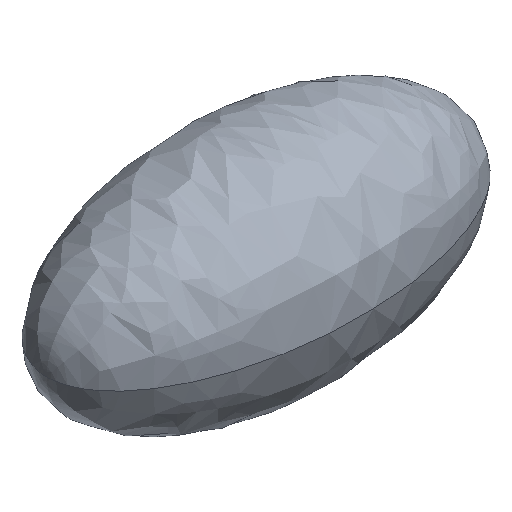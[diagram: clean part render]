
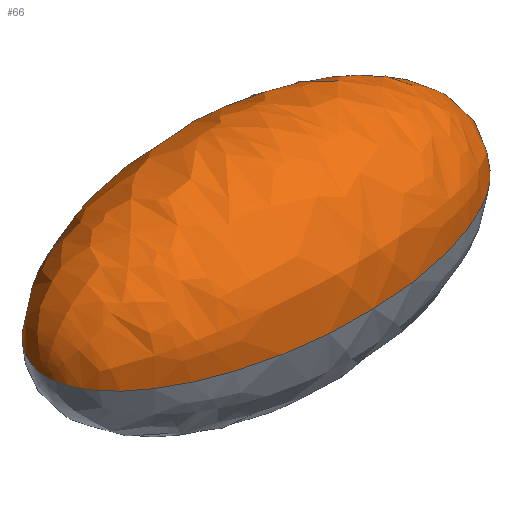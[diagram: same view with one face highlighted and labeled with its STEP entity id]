
A CAD part, isometric view. The second image highlights one B-rep face of the part: STEP entity #66.
In plain terms, the highlighted free-form (B-spline) face has degree [3, 3] with [4, 4] control points.
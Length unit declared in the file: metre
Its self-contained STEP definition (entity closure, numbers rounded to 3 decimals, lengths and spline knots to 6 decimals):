
#2 = CARTESIAN_POINT ( 'NONE',  ( 0.25, 0.25, 0. ) ) ;
#10 = EDGE_CURVE ( 'NONE', #29, #91, #72, .T. ) ;
#17 = EDGE_CURVE ( 'NONE', #29, #91, #35, .T. ) ;
#18 = CARTESIAN_POINT ( 'NONE',  ( 0.25, 0., 0. ) ) ;
#20 = CARTESIAN_POINT ( 'NONE',  ( -0.25, 0.25, 0.5 ) ) ;
#24 = CARTESIAN_POINT ( 'NONE',  ( -0.25, 0., 0. ) ) ;
#25 = CARTESIAN_POINT ( 'NONE',  ( 0.25, 0., 0. ) ) ;
#28 = EDGE_LOOP ( 'NONE', ( #108, #109 ) ) ;
#29 = VERTEX_POINT ( 'NONE', #18 ) ;
#30 = CARTESIAN_POINT ( 'NONE',  ( 0.25, 0.25, 0. ) ) ;
#35 =( BOUNDED_CURVE ( )  B_SPLINE_CURVE ( 3, ( #44, #2, #65, #100 ),
 .UNSPECIFIED., .F., .F. ) 
 B_SPLINE_CURVE_WITH_KNOTS ( ( 4, 4 ),
 ( 3.141593, 6.283185 ),
 .UNSPECIFIED. ) 
 CURVE ( )  GEOMETRIC_REPRESENTATION_ITEM ( )  RATIONAL_B_SPLINE_CURVE ( ( 1., 0.333, 0.333, 1. ) ) 
 REPRESENTATION_ITEM ( '' )  );
#40 = CARTESIAN_POINT ( 'NONE',  ( 0.25, 0., 0. ) ) ;
#44 = CARTESIAN_POINT ( 'NONE',  ( 0.25, 0., 0. ) ) ;
#46 = CARTESIAN_POINT ( 'NONE',  ( 0.25, 0., 0. ) ) ;
#54 = CARTESIAN_POINT ( 'NONE',  ( -0.25, -0.25, 0. ) ) ;
#55 = FACE_OUTER_BOUND ( 'NONE', #28, .T. ) ;
#61 = CARTESIAN_POINT ( 'NONE',  ( 0.25, -0.25, 0. ) ) ;
#62 = CARTESIAN_POINT ( 'NONE',  ( 0.25, 0., 0. ) ) ;
#65 = CARTESIAN_POINT ( 'NONE',  ( -0.25, 0.25, 0. ) ) ;
#66 = ADVANCED_FACE ( 'NONE', ( #55 ), #113, .T. ) ;
#69 = CARTESIAN_POINT ( 'NONE',  ( -0.25, 0., 0. ) ) ;
#70 = CARTESIAN_POINT ( 'NONE',  ( -0.25, 0., 0. ) ) ;
#72 =( BOUNDED_CURVE ( )  B_SPLINE_CURVE ( 3, ( #40, #92, #101, #86 ),
 .UNSPECIFIED., .F., .F. ) 
 B_SPLINE_CURVE_WITH_KNOTS ( ( 4, 4 ),
 ( 3.141593, 6.283185 ),
 .UNSPECIFIED. ) 
 CURVE ( )  GEOMETRIC_REPRESENTATION_ITEM ( )  RATIONAL_B_SPLINE_CURVE ( ( 1., 0.333, 0.333, 1. ) ) 
 REPRESENTATION_ITEM ( '' )  );
#78 = CARTESIAN_POINT ( 'NONE',  ( -0.25, -0.25, 0.5 ) ) ;
#81 = CARTESIAN_POINT ( 'NONE',  ( 0.25, -0.25, 0.5 ) ) ;
#85 = CARTESIAN_POINT ( 'NONE',  ( 0.25, 0., 0. ) ) ;
#86 = CARTESIAN_POINT ( 'NONE',  ( -0.25, 0., 0. ) ) ;
#91 = VERTEX_POINT ( 'NONE', #70 ) ;
#92 = CARTESIAN_POINT ( 'NONE',  ( 0.25, -0.25, 0. ) ) ;
#96 = CARTESIAN_POINT ( 'NONE',  ( -0.25, 0.25, 0. ) ) ;
#100 = CARTESIAN_POINT ( 'NONE',  ( -0.25, 0., 0. ) ) ;
#101 = CARTESIAN_POINT ( 'NONE',  ( -0.25, -0.25, 0. ) ) ;
#103 = CARTESIAN_POINT ( 'NONE',  ( 0.25, 0.25, 0.5 ) ) ;
#105 = CARTESIAN_POINT ( 'NONE',  ( -0.25, 0., 0. ) ) ;
#108 = ORIENTED_EDGE ( 'NONE', *, *, #10, .F. ) ;
#109 = ORIENTED_EDGE ( 'NONE', *, *, #17, .T. ) ;
#113 =( BOUNDED_SURFACE ( )  B_SPLINE_SURFACE ( 3, 3, ( 
 ( #25, #62, #85, #46 ),
 ( #30, #103, #81, #61 ),
 ( #96, #20, #78, #54 ),
 ( #24, #114, #105, #69 ) ),
 .UNSPECIFIED., .F., .F., .F. ) 
 B_SPLINE_SURFACE_WITH_KNOTS ( ( 4, 4 ),
 ( 4, 4 ),
 ( 0., 1. ),
 ( 0., 1. ),
 .UNSPECIFIED. ) 
 GEOMETRIC_REPRESENTATION_ITEM ( )  RATIONAL_B_SPLINE_SURFACE ( (
 ( 1., 0.333, 0.333, 1.),
 ( 0.333, 0.111, 0.111, 0.333),
 ( 0.333, 0.111, 0.111, 0.333),
 ( 1., 0.333, 0.333, 1.) ) ) 
 REPRESENTATION_ITEM ( '' )  SURFACE ( )  );
#114 = CARTESIAN_POINT ( 'NONE',  ( -0.25, 0., 0. ) ) ;
